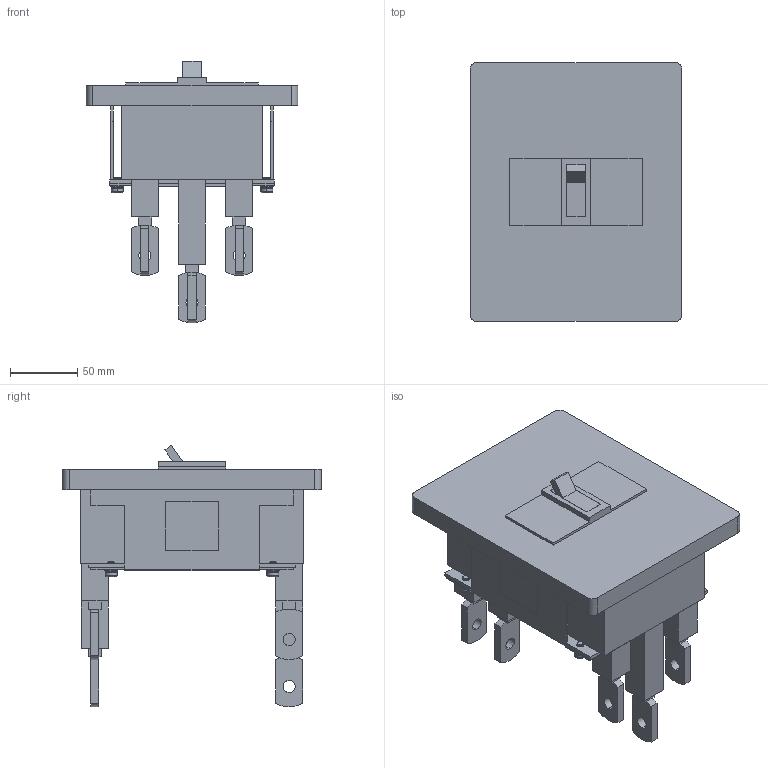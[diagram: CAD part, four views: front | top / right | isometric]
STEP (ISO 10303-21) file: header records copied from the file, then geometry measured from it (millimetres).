
FILE_DESCRIPTION(('CoCreate Modeling STEP Export'),'2;1');
FILE_NAME('Ｓ２２５ＮＦ３Ｐ.stp','2016-03-29T11:21:33',(''),(''),'CoCreate Modeling STEP processor for AP214 (Solid Model)','CoCreate Modeling 17.0 01-Apr-2010 (C) Parametric Technology GmbH','');
FILE_SCHEMA(('AUTOMOTIVE_DESIGN { 1 0 10303 214 1 1 1 1 }'));
Length unit declared in the file: millimetre
Products named in the file (6): P4.1; P3; P1; P3.1; P2.1; Ｓ２２５ＮＦ３Ｐ
Assembly tree (11 placements, depth 2):
  Ｓ２２５ＮＦ３Ｐ
    P2.1  x4
    P3.1
    P4.1  x4
    P1
    P3
Bounding box: 157 x 192 x 194 mm (x, y, z)
Volume: 1634968.2 mm3; surface area: 231966.6 mm2
Topology: 11 solids, 11 shells, 419 faces, 1026 edges, 656 vertices
Faces by surface type: plane 275, cylinder 112, torus 24, cone 8
Entity records: 10648 total; most frequent: ORIENTED_EDGE 1788, CARTESIAN_POINT 1710, DIRECTION 1559, EDGE_CURVE 894, VECTOR 705, LINE 705, VERTEX_POINT 578, AXIS2_PLACEMENT_3D 427
